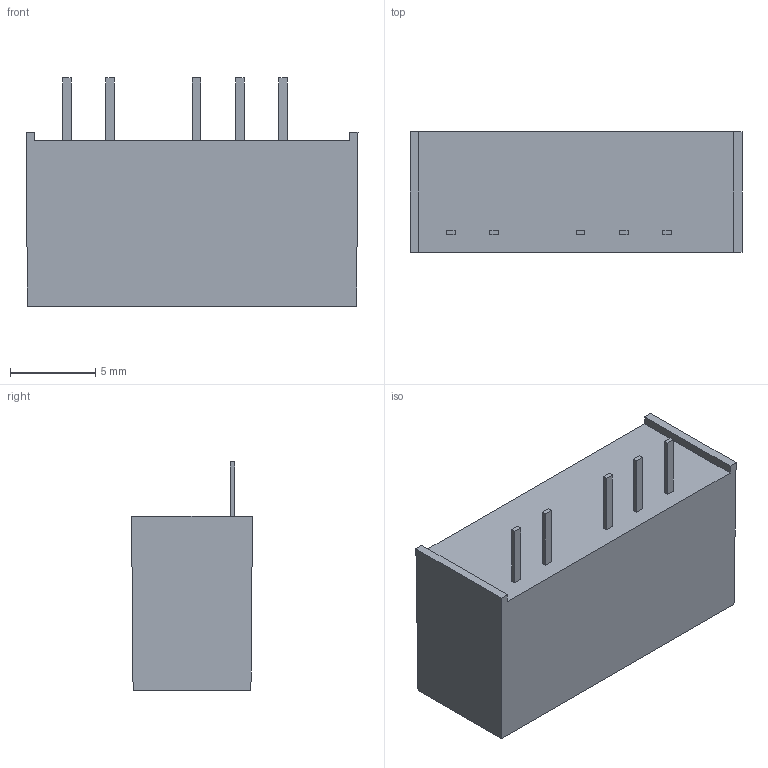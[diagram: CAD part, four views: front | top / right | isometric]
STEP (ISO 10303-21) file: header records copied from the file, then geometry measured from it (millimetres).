
FILE_DESCRIPTION((''),'2;1');
FILE_NAME('TMA(10.2x18.5gapx7.1).stp','2013-08-08T08:35:16',('LISA'),(''),'Autodesk Inventor 9','Autodesk Inventor 9','');
FILE_SCHEMA(('AUTOMOTIVE_DESIGN { 1 0 10303 214 1 1 1 1 }'));
Length unit declared in the file: millimetre
Products named in the file (3): TMA(10.2x18.5gapx7.1); TMA CASE(10.2x18.5gapx7.1); TMA PIN
Assembly tree (6 placements, depth 2):
  TMA(10.2x18.5gapx7.1)
    TMA CASE(10.2x18.5gapx7.1)
    TMA PIN  x5
Bounding box: 19.5 x 7.1 x 13.4 mm (x, y, z)
Volume: 1324.8 mm3; surface area: 828.7 mm2
Topology: 6 solids, 6 shells, 40 faces, 84 edges, 56 vertices
Faces by surface type: plane 40
Entity records: 555 total; most frequent: DIRECTION 86, CARTESIAN_POINT 85, ORIENTED_EDGE 72, VECTOR 36, LINE 36, EDGE_CURVE 36, AXIS2_PLACEMENT_3D 25, VERTEX_POINT 24
